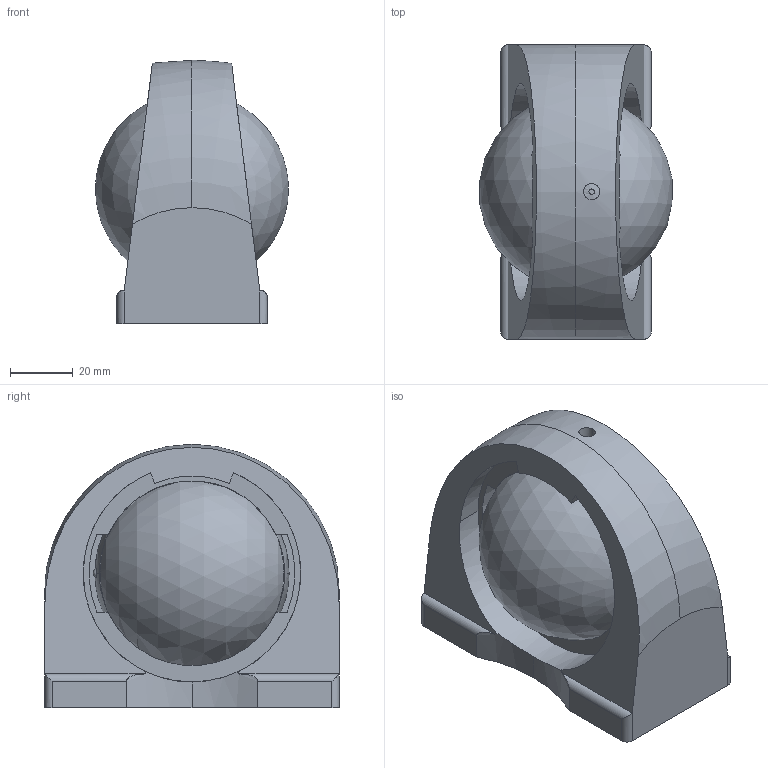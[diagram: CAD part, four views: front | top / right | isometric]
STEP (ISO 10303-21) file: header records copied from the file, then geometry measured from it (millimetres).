
FILE_DESCRIPTION(('STEP AP214'),'1');
FILE_NAME('inafag_ucpa206_9apyxvljjgcy0mfrbpocwn3nk.stp','2017-04-26T12:52:16',('TraceParts'),('TraceParts S.A.'),'Spatial InterOp 3D',' ',' ');
FILE_SCHEMA(('automotive_design'));
Length unit declared in the file: millimetre
Products named in the file (14): inafag_ucpa206_9apyxvljjgcy0mfrbpocwn3nk_1; inafag_ucpa206_9apyxvljjgcy0mfrbpocwn3nk_2; inafag_ucpa206_9apyxvljjgcy0mfrbpocwn3nk_3; inafag_ucpa206_9apyxvljjgcy0mfrbpocwn3nk_4; inafag_ucpa206_9apyxvljjgcy0mfrbpocwn3nk_5; inafag_ucpa206_9apyxvljjgcy0mfrbpocwn3nk_6; inafag_ucpa206_9apyxvljjgcy0mfrbpocwn3nk_7; inafag_ucpa206_9apyxvljjgcy0mfrbpocwn3nk_8; inafag_ucpa206_9apyxvljjgcy0mfrbpocwn3nk_9; inafag_ucpa206_9apyxvljjgcy0mfrbpocwn3nk_10; inafag_ucpa206_9apyxvljjgcy0mfrbpocwn3nk_11; inafag_ucpa206_9apyxvljjgcy0mfrbpocwn3nk_12; inafag_ucpa206_9apyxvljjgcy0mfrbpocwn3nk_13; inafag_ucpa206_9apyxvljjgcy0mfrbpocwn3nk_14
Bounding box: 61.53 x 94 x 84 mm (x, y, z)
Volume: 296921.9 mm3; surface area: 72837.7 mm2
Topology: 14 solids, 14 shells, 265 faces, 694 edges, 430 vertices
Faces by surface type: cylinder 84, plane 70, cone 58, torus 30, sphere 23
Entity records: 11742 total; most frequent: CARTESIAN_POINT 2804, DIRECTION 1540, ORIENTED_EDGE 1308, AXIS2_PLACEMENT_3D 657, EDGE_CURVE 654, VERTEX_POINT 430, CIRCLE 358, EDGE_LOOP 302
